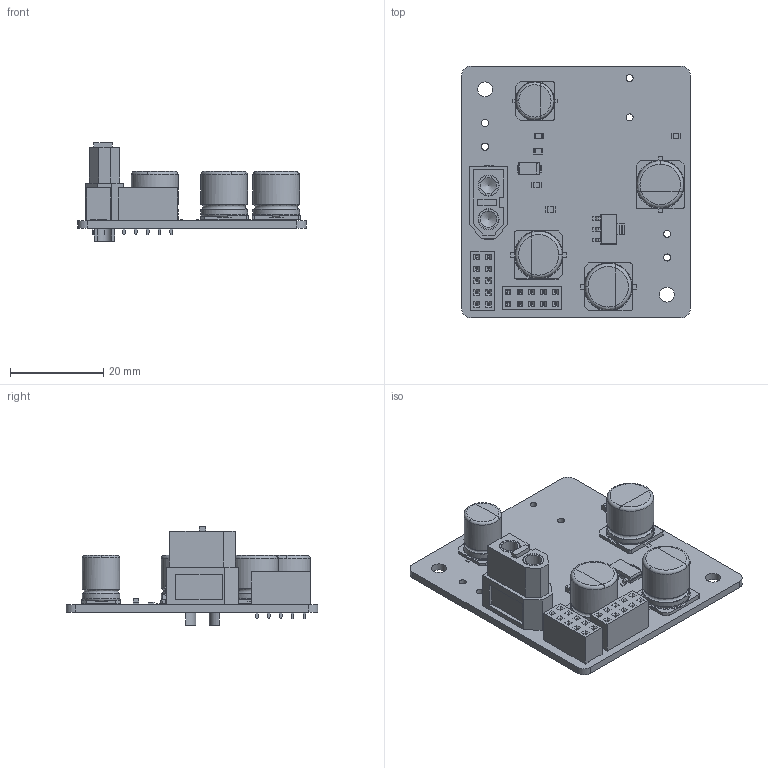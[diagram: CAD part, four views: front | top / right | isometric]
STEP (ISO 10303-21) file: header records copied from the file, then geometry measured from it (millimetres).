
FILE_DESCRIPTION(('KiCad electronic assembly'),'2;1');
FILE_NAME('power_distrubition_circuit.step','2023-04-25T15:27:08',( 'Pcbnew'),('Kicad'),'Open CASCADE STEP processor 7.6', 'KiCad to STEP converter','Unknown');
FILE_SCHEMA(('AUTOMOTIVE_DESIGN { 1 0 10303 214 1 1 1 1 }'));
Length unit declared in the file: millimetre
Products named in the file (18): power_distrubition_circuit 1; D_SMA; SOLID; PinSocket_2x05_P2.54mm_Vertical; C_0805_2012Metric; CP_Elec_10x10.5; SOT-223; CP_Elec_8x10.5; R_0805_2012Metric; AMASS_XT60-F_1x02_P7.2mm_Vertical; COMPOUND; power_distrubition_circuit PCB
Assembly tree (23 placements, depth 3):
  power_distrubition_circuit 1
    D_SMA
      SOLID
    PinSocket_2x05_P2.54mm_Vertical  x2
      SOLID
    C_0805_2012Metric  x3
      SOLID
    CP_Elec_10x10.5  x3
      SOLID
    SOT-223
      SOLID
    CP_Elec_8x10.5
      SOLID
    R_0805_2012Metric  x2
      SOLID
    AMASS_XT60-F_1x02_P7.2mm_Vertical
      COMPOUND
    power_distrubition_circuit PCB
Bounding box: 49 x 54 x 21.2 mm (x, y, z)
Volume: 9235.6 mm3; surface area: 11574.1 mm2
Topology: 17 solids, 17 shells, 1181 faces, 3036 edges, 1968 vertices
Faces by surface type: plane 965, cylinder 158, bspline 34, torus 16, revolution 4, cone 4
Full cylindrical faces by diameter (mm): 1 x20, 1.5 x2, 1.52 x4, 3 x2, 3.2 x2, 3.5 x2, 4.3 x4, 4.5 x4, 6 x2, 8 x2, 10 x6
Entity records: 49460 total; most frequent: CARTESIAN_POINT 8651, DIRECTION 6794, LINE 4790, VECTOR 4790, ORIENTED_EDGE 3580, PCURVE 3580, DEFINITIONAL_REPRESENTATION 3580, EDGE_CURVE 1790
